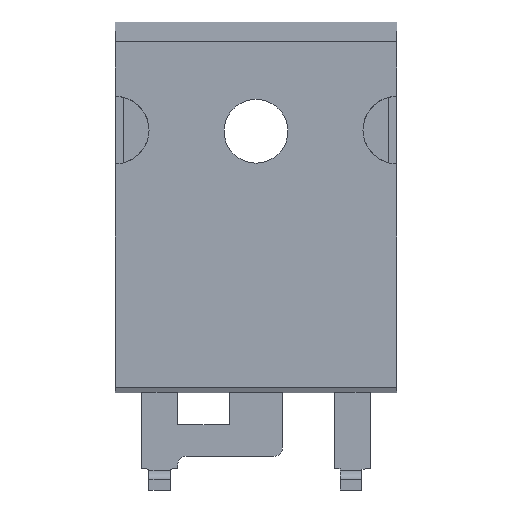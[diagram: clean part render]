
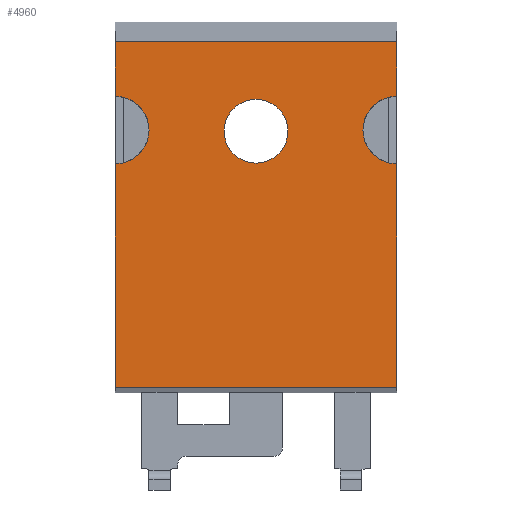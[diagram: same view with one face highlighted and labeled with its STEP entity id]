
A CAD part, front view. The second image highlights one B-rep face of the part: STEP entity #4960.
In plain terms, the highlighted planar face has unit normal (0, -1, 0).
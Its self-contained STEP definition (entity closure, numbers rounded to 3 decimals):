
#1340=CARTESIAN_POINT('',(5.45,-2.33,20.905));
#1350=VERTEX_POINT('',#1340);
#1530=CARTESIAN_POINT('',(5.45,-2.33,17.295));
#1540=VERTEX_POINT('',#1530);
#1570=CARTESIAN_POINT('',(5.45,-2.33,19.1));
#1580=DIRECTION('',(0.,1.,0.));
#1590=DIRECTION('',(0.,0.,1.));
#1600=AXIS2_PLACEMENT_3D('',#1570,#1580,#1590);
#1610=CIRCLE('',#1600,1.805);
#1620=EDGE_CURVE('',#1540,#1350,#1610,.T.);
#2250=CARTESIAN_POINT('',(-2.5,-2.33,4.62));
#2260=VERTEX_POINT('',#2250);
#2570=CARTESIAN_POINT('',(-2.5,-2.33,24.16));
#2580=VERTEX_POINT('',#2570);
#2610=CARTESIAN_POINT('',(-2.5,-2.33,4.62));
#2620=DIRECTION('',(0.,0.,1.));
#2630=VECTOR('',#2620,1000.);
#2640=LINE('',#2610,#2630);
#2650=CARTESIAN_POINT('',(-2.5,-2.33,21.065));
#2660=VERTEX_POINT('',#2650);
#2670=EDGE_CURVE('',#2660,#2580,#2640,.T.);
#2890=CARTESIAN_POINT('',(-2.5,-2.33,17.255));
#2900=VERTEX_POINT('',#2890);
#2930=CARTESIAN_POINT('',(-2.5,-2.33,4.62));
#2940=DIRECTION('',(0.,0.,1.));
#2950=VECTOR('',#2940,1000.);
#2960=LINE('',#2930,#2950);
#2970=EDGE_CURVE('',#2260,#2900,#2960,.T.);
#3140=CARTESIAN_POINT('',(-2.5,-2.33,4.62));
#3150=DIRECTION('',(1.,0.,0.));
#3160=VECTOR('',#3150,1000.);
#3170=LINE('',#3140,#3160);
#3180=CARTESIAN_POINT('',(13.4,-2.33,4.62));
#3190=VERTEX_POINT('',#3180);
#3200=EDGE_CURVE('',#2260,#3190,#3170,.T.);
#4430=CARTESIAN_POINT('',(-2.5,-2.33,4.62));
#4440=DIRECTION('',(0.,-1.,0.));
#4450=DIRECTION('',(-1.,0.,0.));
#4460=AXIS2_PLACEMENT_3D('',#4430,#4440,#4450);
#4470=PLANE('',#4460);
#4480=CARTESIAN_POINT('',(-2.5,-2.33,19.16));
#4490=DIRECTION('',(0.,-1.,0.));
#4500=DIRECTION('',(0.,0.,-1.));
#4510=AXIS2_PLACEMENT_3D('',#4480,#4490,#4500);
#4520=CIRCLE('',#4510,1.905);
#4530=EDGE_CURVE('',#2900,#2660,#4520,.T.);
#4540=ORIENTED_EDGE('',*,*,#4530,.F.);
#4550=ORIENTED_EDGE('',*,*,#2670,.F.);
#4560=CARTESIAN_POINT('',(-2.5,-2.33,24.16));
#4570=DIRECTION('',(1.,0.,0.));
#4580=VECTOR('',#4570,1000.);
#4590=LINE('',#4560,#4580);
#4600=CARTESIAN_POINT('',(13.4,-2.33,24.16));
#4610=VERTEX_POINT('',#4600);
#4620=EDGE_CURVE('',#2580,#4610,#4590,.T.);
#4630=ORIENTED_EDGE('',*,*,#4620,.F.);
#4640=CARTESIAN_POINT('',(13.4,-2.33,4.62));
#4650=DIRECTION('',(0.,0.,1.));
#4660=VECTOR('',#4650,1000.);
#4670=LINE('',#4640,#4660);
#4680=CARTESIAN_POINT('',(13.4,-2.33,21.065));
#4690=VERTEX_POINT('',#4680);
#4700=EDGE_CURVE('',#4690,#4610,#4670,.T.);
#4710=ORIENTED_EDGE('',*,*,#4700,.T.);
#4720=CARTESIAN_POINT('',(13.4,-2.33,19.16));
#4730=DIRECTION('',(0.,-1.,0.));
#4740=DIRECTION('',(0.,0.,-1.));
#4750=AXIS2_PLACEMENT_3D('',#4720,#4730,#4740);
#4760=CIRCLE('',#4750,1.905);
#4770=CARTESIAN_POINT('',(13.4,-2.33,17.255));
#4780=VERTEX_POINT('',#4770);
#4790=EDGE_CURVE('',#4690,#4780,#4760,.T.);
#4800=ORIENTED_EDGE('',*,*,#4790,.F.);
#4810=CARTESIAN_POINT('',(13.4,-2.33,4.62));
#4820=DIRECTION('',(0.,0.,1.));
#4830=VECTOR('',#4820,1000.);
#4840=LINE('',#4810,#4830);
#4850=EDGE_CURVE('',#3190,#4780,#4840,.T.);
#4860=ORIENTED_EDGE('',*,*,#4850,.T.);
#4870=ORIENTED_EDGE('',*,*,#3200,.T.);
#4880=ORIENTED_EDGE('',*,*,#2970,.F.);
#4890=EDGE_LOOP('',(#4880,#4870,#4860,#4800,#4710,#4630,#4550,#4540));
#4900=FACE_OUTER_BOUND('',#4890,.T.);
#4910=EDGE_CURVE('',#1350,#1540,#1610,.T.);
#4920=ORIENTED_EDGE('',*,*,#4910,.T.);
#4930=ORIENTED_EDGE('',*,*,#1620,.T.);
#4940=EDGE_LOOP('',(#4930,#4920));
#4950=FACE_BOUND('',#4940,.T.);
#4960=ADVANCED_FACE('',(#4900,#4950),#4470,.T.);
